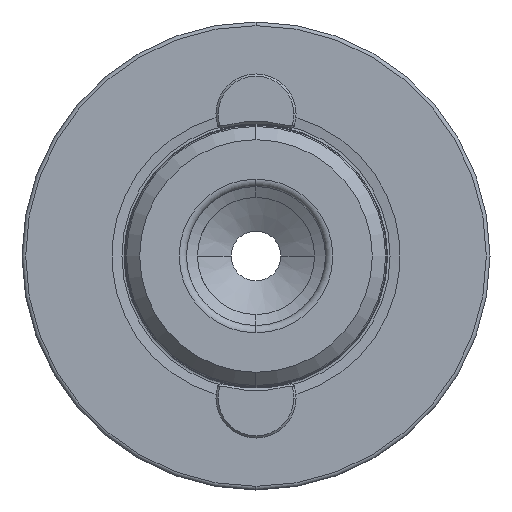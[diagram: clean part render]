
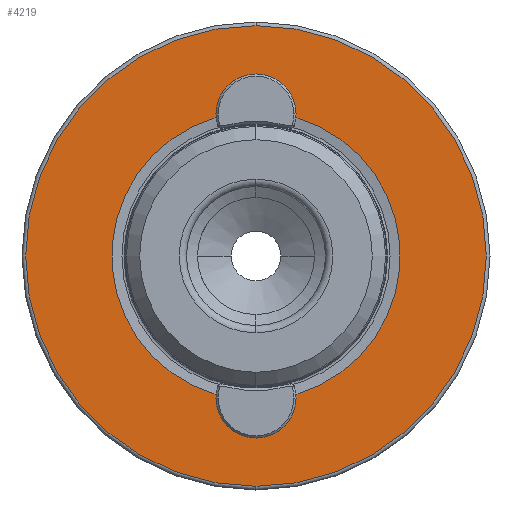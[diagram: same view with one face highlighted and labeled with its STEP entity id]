
A CAD part, left-side view. The second image highlights one B-rep face of the part: STEP entity #4219.
In plain terms, the highlighted planar face has unit normal (-1, 0, 0).
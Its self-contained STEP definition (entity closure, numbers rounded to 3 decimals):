
#22 = VERTEX_POINT ( 'NONE', #3982 ) ;
#141 = EDGE_CURVE ( 'NONE', #396, #1764, #3813, .T. ) ;
#164 = DIRECTION ( 'NONE',  ( 0., 0., 1. ) ) ;
#171 = EDGE_LOOP ( 'NONE', ( #2998, #3304, #3551, #3758, #3811, #3873 ) ) ;
#219 = DIRECTION ( 'NONE',  ( 0., 0., 1. ) ) ;
#223 = DIRECTION ( 'NONE',  ( -1., 0., 0. ) ) ;
#241 = CARTESIAN_POINT ( 'NONE',  ( 0., 0., 0. ) ) ;
#298 = DIRECTION ( 'NONE',  ( -1., 0., 0. ) ) ;
#338 = CARTESIAN_POINT ( 'NONE',  ( 0., 0., 0. ) ) ;
#396 = VERTEX_POINT ( 'NONE', #4694 ) ;
#470 = CARTESIAN_POINT ( 'NONE',  ( 0., 0., 31.5 ) ) ;
#508 = EDGE_LOOP ( 'NONE', ( #3930, #4004 ) ) ;
#574 = AXIS2_PLACEMENT_3D ( 'NONE', #241, #223, #219 ) ;
#713 = AXIS2_PLACEMENT_3D ( 'NONE', #2878, #2866, #2859 ) ;
#1014 = CIRCLE ( 'NONE', #4638, 3. ) ;
#1027 = AXIS2_PLACEMENT_3D ( 'NONE', #2893, #2720, #2703 ) ;
#1039 = CIRCLE ( 'NONE', #574, 31.5 ) ;
#1056 = VERTEX_POINT ( 'NONE', #1956 ) ;
#1141 = FACE_BOUND ( 'NONE', #171, .T. ) ;
#1178 = AXIS2_PLACEMENT_3D ( 'NONE', #3773, #3761, #3753 ) ;
#1250 = VERTEX_POINT ( 'NONE', #2186 ) ;
#1274 = AXIS2_PLACEMENT_3D ( 'NONE', #1627, #1611, #1456 ) ;
#1456 = DIRECTION ( 'NONE',  ( 0., 0., 1. ) ) ;
#1483 = CIRCLE ( 'NONE', #3287, 19.715 ) ;
#1486 = AXIS2_PLACEMENT_3D ( 'NONE', #4321, #4326, #4355 ) ;
#1580 = EDGE_CURVE ( 'NONE', #22, #2787, #1039, .T. ) ;
#1611 = DIRECTION ( 'NONE',  ( -1., 0., 0. ) ) ;
#1627 = CARTESIAN_POINT ( 'NONE',  ( 0., 0., -21.5 ) ) ;
#1764 = VERTEX_POINT ( 'NONE', #4793 ) ;
#1886 = EDGE_CURVE ( 'NONE', #2787, #22, #4984, .T. ) ;
#1956 = CARTESIAN_POINT ( 'NONE',  ( 0., -2.305, 19.58 ) ) ;
#2065 = EDGE_CURVE ( 'NONE', #1764, #1056, #2070, .T. ) ;
#2070 = CIRCLE ( 'NONE', #713, 19.715 ) ;
#2186 = CARTESIAN_POINT ( 'NONE',  ( 0., 0., 24.5 ) ) ;
#2321 = AXIS2_PLACEMENT_3D ( 'NONE', #4791, #4781, #4750 ) ;
#2532 = CARTESIAN_POINT ( 'NONE',  ( 0., 2.305, -19.58 ) ) ;
#2662 = VERTEX_POINT ( 'NONE', #2532 ) ;
#2703 = DIRECTION ( 'NONE',  ( 0., 0., -1. ) ) ;
#2720 = DIRECTION ( 'NONE',  ( 1., 0., 0. ) ) ;
#2787 = VERTEX_POINT ( 'NONE', #470 ) ;
#2794 = DIRECTION ( 'NONE',  ( 0., 0., -1. ) ) ;
#2814 = DIRECTION ( 'NONE',  ( 1., 0., 0. ) ) ;
#2859 = DIRECTION ( 'NONE',  ( 0., 0., 1. ) ) ;
#2865 = CARTESIAN_POINT ( 'NONE',  ( 0., 0., 21.5 ) ) ;
#2866 = DIRECTION ( 'NONE',  ( -1., 0., 0. ) ) ;
#2878 = CARTESIAN_POINT ( 'NONE',  ( 0., 0., 0. ) ) ;
#2893 = CARTESIAN_POINT ( 'NONE',  ( 0., 0., -19.715 ) ) ;
#2998 = ORIENTED_EDGE ( 'NONE', *, *, #4136, .F. ) ;
#3029 = CIRCLE ( 'NONE', #1274, 3. ) ;
#3287 = AXIS2_PLACEMENT_3D ( 'NONE', #338, #298, #164 ) ;
#3304 = ORIENTED_EDGE ( 'NONE', *, *, #4211, .T. ) ;
#3551 = ORIENTED_EDGE ( 'NONE', *, *, #5132, .T. ) ;
#3753 = DIRECTION ( 'NONE',  ( 0., 0., 1. ) ) ;
#3758 = ORIENTED_EDGE ( 'NONE', *, *, #2065, .F. ) ;
#3761 = DIRECTION ( 'NONE',  ( -1., 0., 0. ) ) ;
#3773 = CARTESIAN_POINT ( 'NONE',  ( 0., 0., 0. ) ) ;
#3811 = ORIENTED_EDGE ( 'NONE', *, *, #141, .F. ) ;
#3813 = CIRCLE ( 'NONE', #1486, 3. ) ;
#3873 = ORIENTED_EDGE ( 'NONE', *, *, #4242, .F. ) ;
#3930 = ORIENTED_EDGE ( 'NONE', *, *, #1886, .T. ) ;
#3982 = CARTESIAN_POINT ( 'NONE',  ( 0., 0., -31.5 ) ) ;
#4004 = ORIENTED_EDGE ( 'NONE', *, *, #1580, .T. ) ;
#4100 = CIRCLE ( 'NONE', #2321, 3. ) ;
#4136 = EDGE_CURVE ( 'NONE', #4357, #2662, #1483, .T. ) ;
#4168 = PLANE ( 'NONE',  #1027 ) ;
#4211 = EDGE_CURVE ( 'NONE', #4357, #1250, #1014, .T. ) ;
#4219 = ADVANCED_FACE ( 'NONE', ( #1141, #5150 ), #4168, .F. ) ;
#4242 = EDGE_CURVE ( 'NONE', #2662, #396, #3029, .T. ) ;
#4321 = CARTESIAN_POINT ( 'NONE',  ( 0., 0., -21.5 ) ) ;
#4326 = DIRECTION ( 'NONE',  ( -1., 0., 0. ) ) ;
#4355 = DIRECTION ( 'NONE',  ( 0., 0., 1. ) ) ;
#4357 = VERTEX_POINT ( 'NONE', #5095 ) ;
#4638 = AXIS2_PLACEMENT_3D ( 'NONE', #2865, #2814, #2794 ) ;
#4694 = CARTESIAN_POINT ( 'NONE',  ( 0., 0., -24.5 ) ) ;
#4750 = DIRECTION ( 'NONE',  ( 0., 0., -1. ) ) ;
#4781 = DIRECTION ( 'NONE',  ( 1., 0., 0. ) ) ;
#4791 = CARTESIAN_POINT ( 'NONE',  ( 0., 0., 21.5 ) ) ;
#4793 = CARTESIAN_POINT ( 'NONE',  ( 0., -2.305, -19.58 ) ) ;
#4984 = CIRCLE ( 'NONE', #1178, 31.5 ) ;
#5095 = CARTESIAN_POINT ( 'NONE',  ( 0., 2.305, 19.58 ) ) ;
#5132 = EDGE_CURVE ( 'NONE', #1250, #1056, #4100, .T. ) ;
#5150 = FACE_OUTER_BOUND ( 'NONE', #508, .T. ) ;
